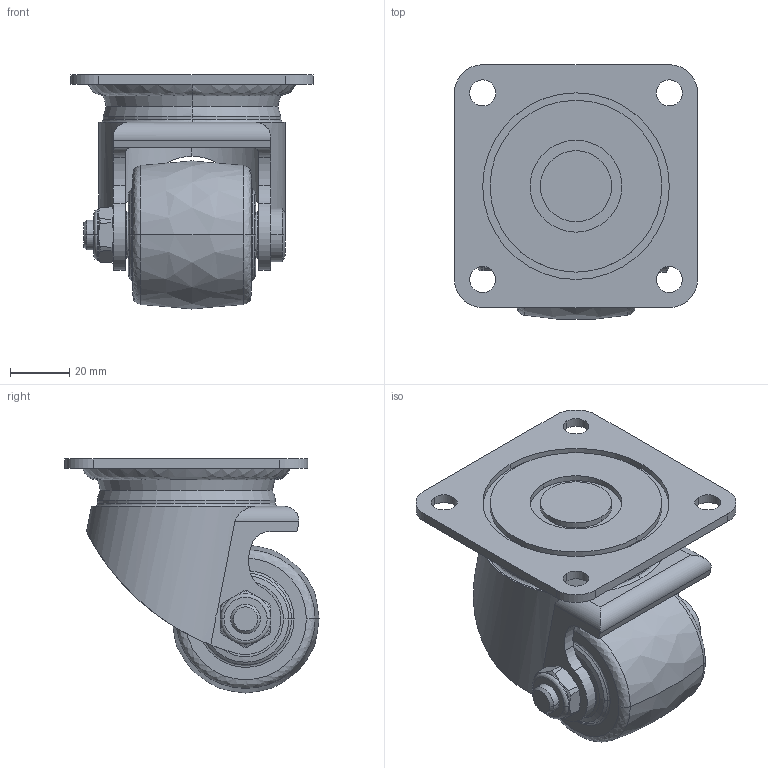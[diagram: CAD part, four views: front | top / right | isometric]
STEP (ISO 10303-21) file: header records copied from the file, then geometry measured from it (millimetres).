
FILE_DESCRIPTION( (''), '2;1');
FILE_NAME ('PC003.41276.TCA_540S_BAU50_8699.stp','2024-04-25T11:25:54',(''),(''),'spGate 19.8.4 (****-****-****-****)','','');
FILE_SCHEMA (('AUTOMOTIVE_DESIGN'));
Length unit declared in the file: millimetre
Products named in the file (4): Assembly; body; plate; wheel
Assembly tree (3 placements, depth 2):
  Assembly
    body
    plate
    wheel
Bounding box: 82 x 85.83 x 79 mm (x, y, z)
Volume: 172850.1 mm3; surface area: 48597 mm2
Topology: 3 solids, 3 shells, 180 faces, 415 edges, 258 vertices
Faces by surface type: bspline 76, cylinder 63, plane 41
Entity records: 9651 total; most frequent: CARTESIAN_POINT 2504, ORIENTED_EDGE 830, DIRECTION 697, COLOUR_RGB 598, PRESENTATION_STYLE_ASSIGNMENT 598, STYLED_ITEM 598, EDGE_CURVE 415, DRAUGHTING_PRE_DEFINED_CURVE_FONT 415
